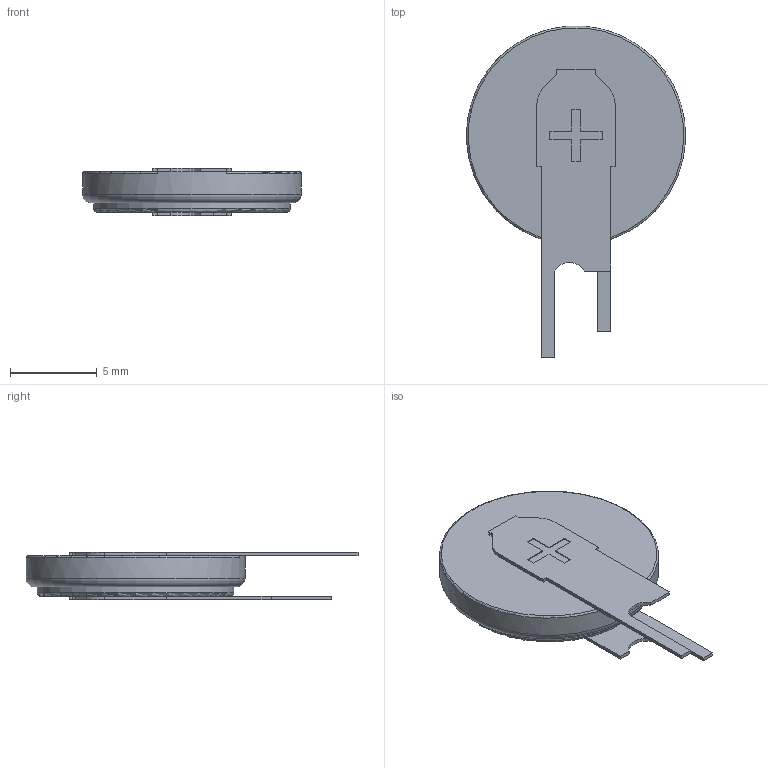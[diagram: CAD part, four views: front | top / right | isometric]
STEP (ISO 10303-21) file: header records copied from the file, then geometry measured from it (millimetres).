
FILE_DESCRIPTION(/* description */ (''),/* implementation_level */ '2;1');
FILE_NAME(/* name */ 'CR1220_VCN(K).stp',/* time_stamp */ '2021-11-07T20:10:13+01:00',/* author */ ('Mariusz_PC'),/* organization */ (''),/* preprocessor_version */ 'ST-DEVELOPER v18.1',/* originating_system */ 'Autodesk Inventor 2022',/* authorisation */ '');
FILE_SCHEMA (('AUTOMOTIVE_DESIGN { 1 0 10303 214 3 1 1 }'));
Length unit declared in the file: millimetre
Products named in the file (1): CR1220_VCN(K)
Bounding box: 12.6 x 19.1 x 2.74 mm (x, y, z)
Volume: 295.8 mm3; surface area: 386.3 mm2
Topology: 1 solids, 1 shells, 69 faces, 190 edges, 126 vertices
Faces by surface type: plane 54, cylinder 12, torus 3
Full cylindrical faces by diameter (mm): 11.3 x1, 12.6 x1
Entity records: 2307 total; most frequent: CARTESIAN_POINT 404, ORIENTED_EDGE 380, DIRECTION 363, EDGE_CURVE 190, LINE 153, VECTOR 153, VERTEX_POINT 126, AXIS2_PLACEMENT_3D 105
